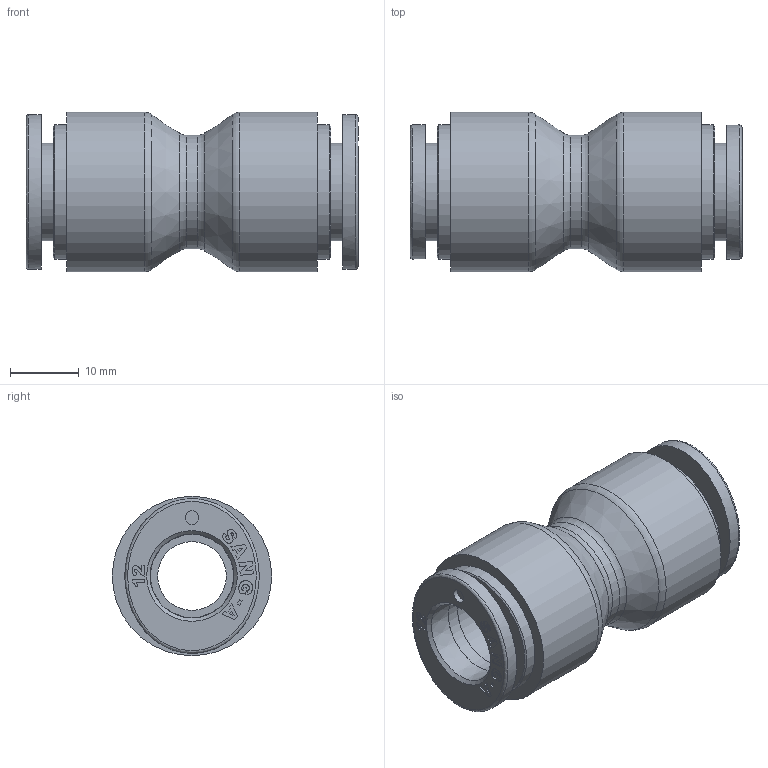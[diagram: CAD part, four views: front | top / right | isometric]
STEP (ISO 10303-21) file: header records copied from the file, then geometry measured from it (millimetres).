
FILE_DESCRIPTION((''),'2;1');
FILE_NAME('CR-PUC 12.stp','2020-08-25T15:37:21',('user'),(''),'Autodesk Inventor 2013','Autodesk Inventor 2013','');
FILE_SCHEMA(('AUTOMOTIVE_DESIGN { 1 0 10303 214 1 1 1 1 }'));
Length unit declared in the file: millimetre
Products named in the file (5): 조립품17; CR-PUC 12 BODY; CR-COLLAR 12; HR-Collar 12L(SUS); CR-SLEEVE 12
Assembly tree (5 placements, depth 3):
  조립품17
    CR-PUC 12 BODY
    CR-COLLAR 12  x2
      HR-Collar 12L(SUS)
      CR-SLEEVE 12
Bounding box: 48.3 x 23.2 x 23.2 mm (x, y, z)
Volume: 11455.6 mm3; surface area: 7446.3 mm2
Topology: 5 solids, 5 shells, 722 faces, 2050 edges, 1364 vertices
Faces by surface type: plane 680, cylinder 24, cone 8, bspline 6, torus 4
Full cylindrical faces by diameter (mm): 2 x2, 10 x1, 12.18 x2, 12.2 x2, 14.2 x2, 16.5 x1, 19.6 x2, 23.2 x2
Entity records: 11933 total; most frequent: CARTESIAN_POINT 2299, ORIENTED_EDGE 2032, DIRECTION 1804, EDGE_CURVE 1016, VECTOR 972, LINE 972, VERTEX_POINT 687, AXIS2_PLACEMENT_3D 416
